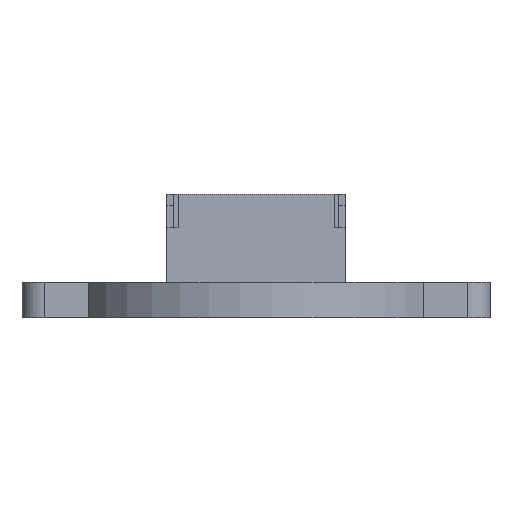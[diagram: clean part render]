
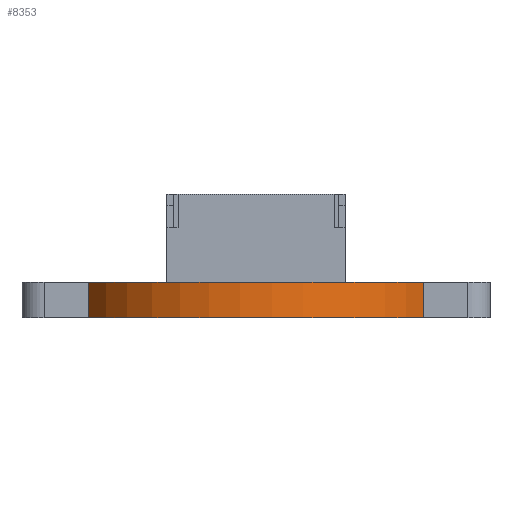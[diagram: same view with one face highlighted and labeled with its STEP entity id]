
A CAD part, front view. The second image highlights one B-rep face of the part: STEP entity #8353.
In plain terms, the highlighted cylindrical face has radius 8.5 mm (diameter 17 mm), a partial arc.
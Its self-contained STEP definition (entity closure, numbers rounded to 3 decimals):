
#7213 = PLANE('',#7214);
#7214 = AXIS2_PLACEMENT_3D('',#7215,#7216,#7217);
#7215 = CARTESIAN_POINT('',(0.,0.,1.6));
#7216 = DIRECTION('',(-0.,-0.,-1.));
#7217 = DIRECTION('',(-1.,0.,0.));
#7267 = PLANE('',#7268);
#7268 = AXIS2_PLACEMENT_3D('',#7269,#7270,#7271);
#7269 = CARTESIAN_POINT('',(0.,0.,0.));
#7270 = DIRECTION('',(-0.,-0.,-1.));
#7271 = DIRECTION('',(-1.,0.,0.));
#7386 = PLANE('',#7387);
#7387 = AXIS2_PLACEMENT_3D('',#7388,#7389,#7390);
#7388 = CARTESIAN_POINT('',(9.5,-4.,0.));
#7389 = DIRECTION('',(0.,-1.,0.));
#7390 = DIRECTION('',(-1.,0.,0.));
#7457 = VERTEX_POINT('',#7458);
#7458 = CARTESIAN_POINT('',(7.5,-4.,0.));
#7479 = EDGE_CURVE('',#7480,#7457,#7482,.T.);
#7480 = VERTEX_POINT('',#7481);
#7481 = CARTESIAN_POINT('',(-7.5,-4.,0.));
#7482 = SURFACE_CURVE('',#7483,(#7488,#7499),.PCURVE_S1.);
#7483 = CIRCLE('',#7484,8.5);
#7484 = AXIS2_PLACEMENT_3D('',#7485,#7486,#7487);
#7485 = CARTESIAN_POINT('',(0.,0.,0.));
#7486 = DIRECTION('',(0.,0.,1.));
#7487 = DIRECTION('',(1.,0.,-0.));
#7488 = PCURVE('',#7267,#7489);
#7489 = DEFINITIONAL_REPRESENTATION('',(#7490),#7498);
#7490 = ( BOUNDED_CURVE() B_SPLINE_CURVE(2,(#7491,#7492,#7493,#7494,
#7495,#7496,#7497),.UNSPECIFIED.,.T.,.F.) B_SPLINE_CURVE_WITH_KNOTS((1,2
    ,2,2,2,1),(-2.094,0.,2.094,4.189,
6.283,8.378),.UNSPECIFIED.) CURVE() 
GEOMETRIC_REPRESENTATION_ITEM() RATIONAL_B_SPLINE_CURVE((1.,0.5,1.,0.5,
1.,0.5,1.)) REPRESENTATION_ITEM('') );
#7491 = CARTESIAN_POINT('',(-8.5,0.));
#7492 = CARTESIAN_POINT('',(-8.5,14.722));
#7493 = CARTESIAN_POINT('',(4.25,7.361));
#7494 = CARTESIAN_POINT('',(17.,0.));
#7495 = CARTESIAN_POINT('',(4.25,-7.361));
#7496 = CARTESIAN_POINT('',(-8.5,-14.722));
#7497 = CARTESIAN_POINT('',(-8.5,0.));
#7498 = ( GEOMETRIC_REPRESENTATION_CONTEXT(2) 
PARAMETRIC_REPRESENTATION_CONTEXT() REPRESENTATION_CONTEXT('2D SPACE',''
  ) );
#7499 = PCURVE('',#7500,#7505);
#7500 = CYLINDRICAL_SURFACE('',#7501,8.5);
#7501 = AXIS2_PLACEMENT_3D('',#7502,#7503,#7504);
#7502 = CARTESIAN_POINT('',(0.,0.,0.));
#7503 = DIRECTION('',(-0.,-0.,-1.));
#7504 = DIRECTION('',(1.,0.,-0.));
#7505 = DEFINITIONAL_REPRESENTATION('',(#7506),#7510);
#7506 = LINE('',#7507,#7508);
#7507 = CARTESIAN_POINT('',(-0.,0.));
#7508 = VECTOR('',#7509,1.);
#7509 = DIRECTION('',(-1.,0.));
#7510 = ( GEOMETRIC_REPRESENTATION_CONTEXT(2) 
PARAMETRIC_REPRESENTATION_CONTEXT() REPRESENTATION_CONTEXT('2D SPACE',''
  ) );
#7528 = PLANE('',#7529);
#7529 = AXIS2_PLACEMENT_3D('',#7530,#7531,#7532);
#7530 = CARTESIAN_POINT('',(-7.5,-4.,0.));
#7531 = DIRECTION('',(0.,-1.,0.));
#7532 = DIRECTION('',(-1.,0.,0.));
#7898 = VERTEX_POINT('',#7899);
#7899 = CARTESIAN_POINT('',(7.5,-4.,1.6));
#7920 = EDGE_CURVE('',#7921,#7898,#7923,.T.);
#7921 = VERTEX_POINT('',#7922);
#7922 = CARTESIAN_POINT('',(-7.5,-4.,1.6));
#7923 = SURFACE_CURVE('',#7924,(#7929,#7940),.PCURVE_S1.);
#7924 = CIRCLE('',#7925,8.5);
#7925 = AXIS2_PLACEMENT_3D('',#7926,#7927,#7928);
#7926 = CARTESIAN_POINT('',(0.,0.,1.6));
#7927 = DIRECTION('',(0.,0.,1.));
#7928 = DIRECTION('',(1.,0.,-0.));
#7929 = PCURVE('',#7213,#7930);
#7930 = DEFINITIONAL_REPRESENTATION('',(#7931),#7939);
#7931 = ( BOUNDED_CURVE() B_SPLINE_CURVE(2,(#7932,#7933,#7934,#7935,
#7936,#7937,#7938),.UNSPECIFIED.,.T.,.F.) B_SPLINE_CURVE_WITH_KNOTS((1,2
    ,2,2,2,1),(-2.094,0.,2.094,4.189,
6.283,8.378),.UNSPECIFIED.) CURVE() 
GEOMETRIC_REPRESENTATION_ITEM() RATIONAL_B_SPLINE_CURVE((1.,0.5,1.,0.5,
1.,0.5,1.)) REPRESENTATION_ITEM('') );
#7932 = CARTESIAN_POINT('',(-8.5,0.));
#7933 = CARTESIAN_POINT('',(-8.5,14.722));
#7934 = CARTESIAN_POINT('',(4.25,7.361));
#7935 = CARTESIAN_POINT('',(17.,0.));
#7936 = CARTESIAN_POINT('',(4.25,-7.361));
#7937 = CARTESIAN_POINT('',(-8.5,-14.722));
#7938 = CARTESIAN_POINT('',(-8.5,0.));
#7939 = ( GEOMETRIC_REPRESENTATION_CONTEXT(2) 
PARAMETRIC_REPRESENTATION_CONTEXT() REPRESENTATION_CONTEXT('2D SPACE',''
  ) );
#7940 = PCURVE('',#7500,#7941);
#7941 = DEFINITIONAL_REPRESENTATION('',(#7942),#7946);
#7942 = LINE('',#7943,#7944);
#7943 = CARTESIAN_POINT('',(-0.,-1.6));
#7944 = VECTOR('',#7945,1.);
#7945 = DIRECTION('',(-1.,0.));
#7946 = ( GEOMETRIC_REPRESENTATION_CONTEXT(2) 
PARAMETRIC_REPRESENTATION_CONTEXT() REPRESENTATION_CONTEXT('2D SPACE',''
  ) );
#8305 = EDGE_CURVE('',#7457,#7898,#8306,.T.);
#8306 = SURFACE_CURVE('',#8307,(#8311,#8318),.PCURVE_S1.);
#8307 = LINE('',#8308,#8309);
#8308 = CARTESIAN_POINT('',(7.5,-4.,0.));
#8309 = VECTOR('',#8310,1.);
#8310 = DIRECTION('',(0.,0.,1.));
#8311 = PCURVE('',#7386,#8312);
#8312 = DEFINITIONAL_REPRESENTATION('',(#8313),#8317);
#8313 = LINE('',#8314,#8315);
#8314 = CARTESIAN_POINT('',(2.,0.));
#8315 = VECTOR('',#8316,1.);
#8316 = DIRECTION('',(0.,-1.));
#8317 = ( GEOMETRIC_REPRESENTATION_CONTEXT(2) 
PARAMETRIC_REPRESENTATION_CONTEXT() REPRESENTATION_CONTEXT('2D SPACE',''
  ) );
#8318 = PCURVE('',#7500,#8319);
#8319 = DEFINITIONAL_REPRESENTATION('',(#8320),#8324);
#8320 = LINE('',#8321,#8322);
#8321 = CARTESIAN_POINT('',(-5.793,0.));
#8322 = VECTOR('',#8323,1.);
#8323 = DIRECTION('',(-0.,-1.));
#8324 = ( GEOMETRIC_REPRESENTATION_CONTEXT(2) 
PARAMETRIC_REPRESENTATION_CONTEXT() REPRESENTATION_CONTEXT('2D SPACE',''
  ) );
#8353 = ADVANCED_FACE('',(#8354),#7500,.T.);
#8354 = FACE_BOUND('',#8355,.F.);
#8355 = EDGE_LOOP('',(#8356,#8377,#8378,#8379));
#8356 = ORIENTED_EDGE('',*,*,#8357,.T.);
#8357 = EDGE_CURVE('',#7480,#7921,#8358,.T.);
#8358 = SURFACE_CURVE('',#8359,(#8363,#8370),.PCURVE_S1.);
#8359 = LINE('',#8360,#8361);
#8360 = CARTESIAN_POINT('',(-7.5,-4.,0.));
#8361 = VECTOR('',#8362,1.);
#8362 = DIRECTION('',(0.,0.,1.));
#8363 = PCURVE('',#7500,#8364);
#8364 = DEFINITIONAL_REPRESENTATION('',(#8365),#8369);
#8365 = LINE('',#8366,#8367);
#8366 = CARTESIAN_POINT('',(-3.632,0.));
#8367 = VECTOR('',#8368,1.);
#8368 = DIRECTION('',(-0.,-1.));
#8369 = ( GEOMETRIC_REPRESENTATION_CONTEXT(2) 
PARAMETRIC_REPRESENTATION_CONTEXT() REPRESENTATION_CONTEXT('2D SPACE',''
  ) );
#8370 = PCURVE('',#7528,#8371);
#8371 = DEFINITIONAL_REPRESENTATION('',(#8372),#8376);
#8372 = LINE('',#8373,#8374);
#8373 = CARTESIAN_POINT('',(0.,0.));
#8374 = VECTOR('',#8375,1.);
#8375 = DIRECTION('',(0.,-1.));
#8376 = ( GEOMETRIC_REPRESENTATION_CONTEXT(2) 
PARAMETRIC_REPRESENTATION_CONTEXT() REPRESENTATION_CONTEXT('2D SPACE',''
  ) );
#8377 = ORIENTED_EDGE('',*,*,#7920,.T.);
#8378 = ORIENTED_EDGE('',*,*,#8305,.F.);
#8379 = ORIENTED_EDGE('',*,*,#7479,.F.);
